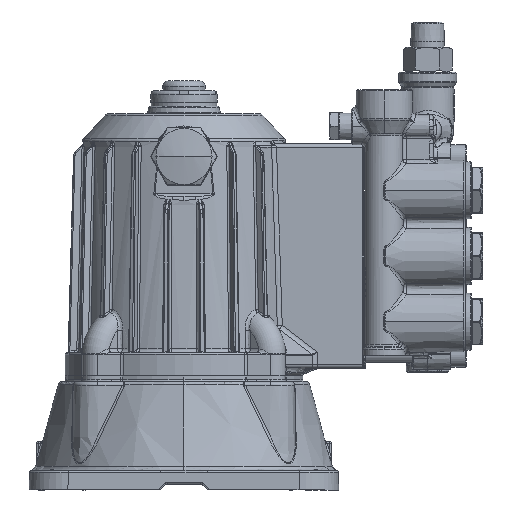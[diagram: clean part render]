
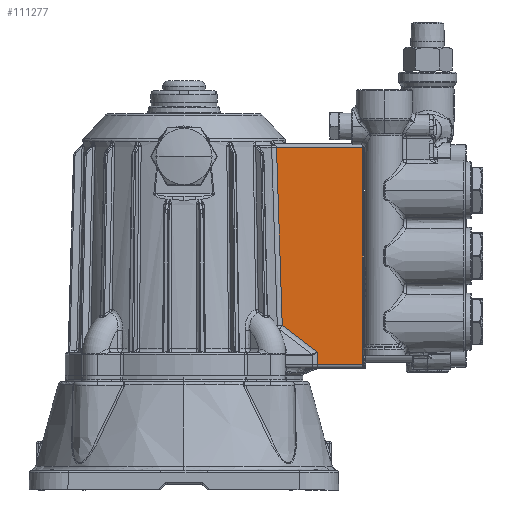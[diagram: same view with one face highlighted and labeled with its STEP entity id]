
A CAD part, front view. The second image highlights one B-rep face of the part: STEP entity #111277.
In plain terms, the highlighted planar face has unit normal (0, -1, 0).
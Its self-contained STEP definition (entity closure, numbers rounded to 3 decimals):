
#5284 = ORIENTED_EDGE ( 'NONE', *, *, #8432, .T. ) ;
#6575 = CARTESIAN_POINT ( 'NONE',  ( 68.918, -28., 6. ) ) ;
#7182 = CARTESIAN_POINT ( 'NONE',  ( 48.852, -28., 87.387 ) ) ;
#8432 = EDGE_CURVE ( 'NONE', #44466, #126302, #147019, .T. ) ;
#10301 = B_SPLINE_CURVE_WITH_KNOTS ( 'NONE', 3,
 ( #117455, #7182, #56267, #105414 ),
 .UNSPECIFIED., .F., .F.,
 ( 4, 4 ),
 ( 0., 0.092 ),
 .UNSPECIFIED. ) ;
#11862 = DIRECTION ( 'NONE',  ( 0., -1., 0. ) ) ;
#20712 = CARTESIAN_POINT ( 'NONE',  ( 47.857, -28., 118. ) ) ;
#23952 = FACE_OUTER_BOUND ( 'NONE', #98193, .T. ) ;
#26895 = VECTOR ( 'NONE', #85855, 1000. ) ;
#31139 = LINE ( 'NONE', #80304, #63399 ) ;
#31468 = AXIS2_PLACEMENT_3D ( 'NONE', #122152, #11862, #60945 ) ;
#35583 = VECTOR ( 'NONE', #155184, 1000. ) ;
#36744 = CARTESIAN_POINT ( 'NONE',  ( -500000., -28., 6. ) ) ;
#38592 = CARTESIAN_POINT ( 'NONE',  ( 50.815, -28., 26.159 ) ) ;
#43206 = CARTESIAN_POINT ( 'NONE',  ( -500000., -28., 118. ) ) ;
#44466 = VERTEX_POINT ( 'NONE', #6575 ) ;
#47591 = LINE ( 'NONE', #96701, #146000 ) ;
#51970 = CARTESIAN_POINT ( 'NONE',  ( 92.5, -28., 118. ) ) ;
#56267 = CARTESIAN_POINT ( 'NONE',  ( 49.837, -28., 56.773 ) ) ;
#57003 = LINE ( 'NONE', #106128, #35583 ) ;
#60945 = DIRECTION ( 'NONE',  ( 0., 0., -1. ) ) ;
#63399 = VECTOR ( 'NONE', #129372, 1000. ) ;
#73068 = PLANE ( 'NONE',  #31468 ) ;
#80304 = CARTESIAN_POINT ( 'NONE',  ( 92.5, -28., 4. ) ) ;
#85738 = VERTEX_POINT ( 'NONE', #90267 ) ;
#85742 = ORIENTED_EDGE ( 'NONE', *, *, #127541, .T. ) ;
#85855 = DIRECTION ( 'NONE',  ( 1., 0., 0. ) ) ;
#86850 = ORIENTED_EDGE ( 'NONE', *, *, #126775, .T. ) ;
#90267 = CARTESIAN_POINT ( 'NONE',  ( 68.918, -28., 12.239 ) ) ;
#90827 = VERTEX_POINT ( 'NONE', #51970 ) ;
#92325 = DIRECTION ( 'NONE',  ( -1., 0., 0. ) ) ;
#93946 = VERTEX_POINT ( 'NONE', #20712 ) ;
#94693 = VERTEX_POINT ( 'NONE', #38592 ) ;
#95451 = ORIENTED_EDGE ( 'NONE', *, *, #121376, .T. ) ;
#96701 = CARTESIAN_POINT ( 'NONE',  ( 68.918, -28., 4. ) ) ;
#98193 = EDGE_LOOP ( 'NONE', ( #5284, #101222, #121721, #95451, #85742, #86850 ) ) ;
#101222 = ORIENTED_EDGE ( 'NONE', *, *, #124406, .T. ) ;
#105414 = CARTESIAN_POINT ( 'NONE',  ( 50.815, -28., 26.159 ) ) ;
#106128 = CARTESIAN_POINT ( 'NONE',  ( 68.637, -28., 12.455 ) ) ;
#111277 = ADVANCED_FACE ( 'NONE', ( #23952 ), #73068, .T. ) ;
#117086 = EDGE_CURVE ( 'NONE', #90827, #93946, #153460, .T. ) ;
#117455 = CARTESIAN_POINT ( 'NONE',  ( 47.857, -28., 118. ) ) ;
#121376 = EDGE_CURVE ( 'NONE', #93946, #94693, #10301, .T. ) ;
#121721 = ORIENTED_EDGE ( 'NONE', *, *, #117086, .T. ) ;
#122152 = CARTESIAN_POINT ( 'NONE',  ( -500000., -28., 4. ) ) ;
#124406 = EDGE_CURVE ( 'NONE', #126302, #90827, #31139, .T. ) ;
#126061 = VECTOR ( 'NONE', #92325, 1000. ) ;
#126302 = VERTEX_POINT ( 'NONE', #131155 ) ;
#126775 = EDGE_CURVE ( 'NONE', #85738, #44466, #47591, .T. ) ;
#127541 = EDGE_CURVE ( 'NONE', #94693, #85738, #57003, .T. ) ;
#129372 = DIRECTION ( 'NONE',  ( 0., 0., 1. ) ) ;
#131155 = CARTESIAN_POINT ( 'NONE',  ( 92.5, -28., 6. ) ) ;
#145776 = DIRECTION ( 'NONE',  ( 0., 0., -1. ) ) ;
#146000 = VECTOR ( 'NONE', #145776, 1000. ) ;
#147019 = LINE ( 'NONE', #36744, #26895 ) ;
#153460 = LINE ( 'NONE', #43206, #126061 ) ;
#155184 = DIRECTION ( 'NONE',  ( 0.793, 0., -0.61 ) ) ;
